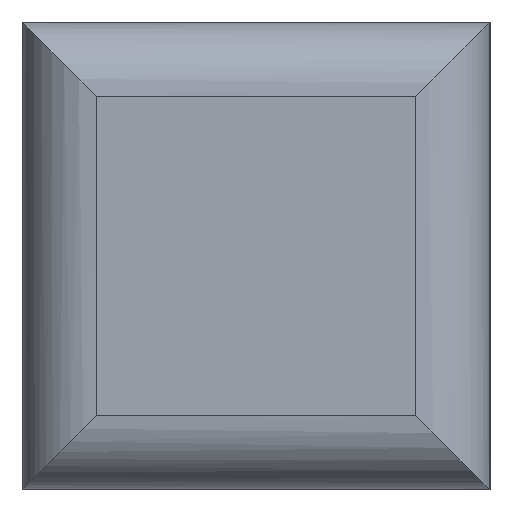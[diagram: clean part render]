
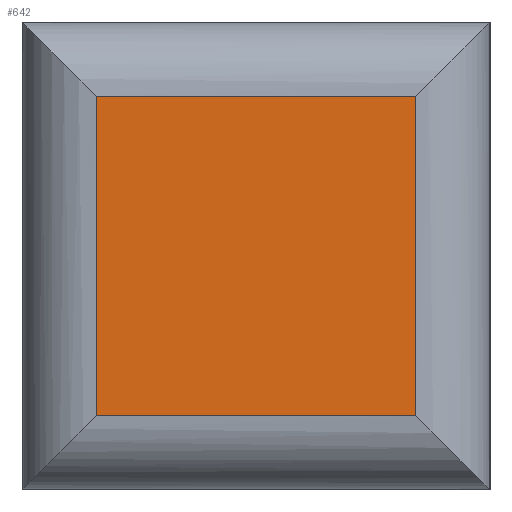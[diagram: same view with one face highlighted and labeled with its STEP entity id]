
A CAD part, left-side view. The second image highlights one B-rep face of the part: STEP entity #642.
In plain terms, the highlighted planar face has unit normal (-1, 0, 0).
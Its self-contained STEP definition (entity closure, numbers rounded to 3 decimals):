
#24=PLANE('',#690);
#67=FACE_OUTER_BOUND('',#103,.T.);
#103=EDGE_LOOP('',(#546,#547,#548,#549));
#178=LINE('',#2696,#223);
#179=LINE('',#2701,#224);
#182=LINE('',#2709,#227);
#184=LINE('',#2712,#229);
#223=VECTOR('',#778,10.);
#224=VECTOR('',#783,10.);
#227=VECTOR('',#792,10.);
#229=VECTOR('',#796,10.);
#293=VERTEX_POINT('',#2693);
#294=VERTEX_POINT('',#2695);
#295=VERTEX_POINT('',#2699);
#296=VERTEX_POINT('',#2700);
#375=EDGE_CURVE('',#293,#294,#178,.T.);
#377=EDGE_CURVE('',#295,#296,#179,.T.);
#382=EDGE_CURVE('',#296,#293,#182,.T.);
#384=EDGE_CURVE('',#294,#295,#184,.T.);
#546=ORIENTED_EDGE('',*,*,#377,.F.);
#547=ORIENTED_EDGE('',*,*,#384,.F.);
#548=ORIENTED_EDGE('',*,*,#375,.F.);
#549=ORIENTED_EDGE('',*,*,#382,.F.);
#642=ADVANCED_FACE('',(#67),#24,.T.);
#690=AXIS2_PLACEMENT_3D('',#2723,#806,#807);
#778=DIRECTION('',(0.,0.,-1.));
#783=DIRECTION('',(0.,0.,1.));
#792=DIRECTION('',(0.,-1.,0.));
#796=DIRECTION('',(0.,1.,0.));
#806=DIRECTION('center_axis',(-1.,0.,0.));
#807=DIRECTION('ref_axis',(0.,-1.,0.));
#2693=CARTESIAN_POINT('',(-130.,1.,3.4));
#2695=CARTESIAN_POINT('',(-130.,1.,-0.9));
#2696=CARTESIAN_POINT('',(-130.,1.,0.));
#2699=CARTESIAN_POINT('',(-130.,5.3,-0.9));
#2700=CARTESIAN_POINT('',(-130.,5.3,3.4));
#2701=CARTESIAN_POINT('',(-130.,5.3,0.));
#2709=CARTESIAN_POINT('',(-130.,4.725,3.4));
#2712=CARTESIAN_POINT('',(-130.,4.725,-0.9));
#2723=CARTESIAN_POINT('Origin',(-130.,6.3,0.));
